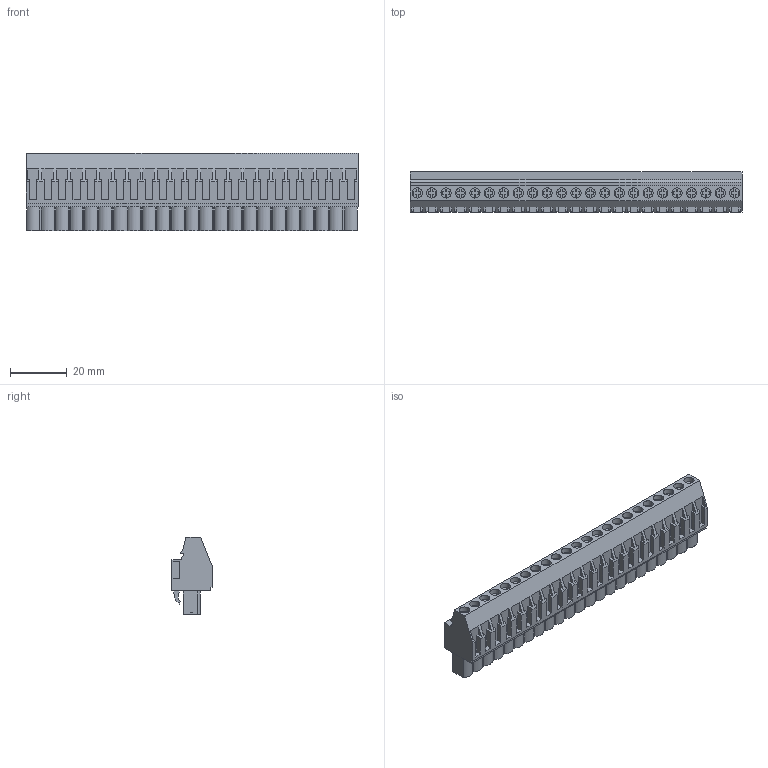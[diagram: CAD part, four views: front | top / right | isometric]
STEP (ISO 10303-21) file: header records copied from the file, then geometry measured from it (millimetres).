
FILE_DESCRIPTION(('CATIA V5 STEP','CAx-IF Rec.Pracs.--- Model Styling and Organization---1.2---2011-12-15'),'2;1');
FILE_NAME ('D1467934_0_1948450000_1948450000.stp','2017-09-08T11:05:28+00:00',('none'),('Weidmueller'),'CATIA Version 5-6 Release 2014','CATIA V5 STEP AP214','none');
FILE_SCHEMA(('AUTOMOTIVE_DESIGN { 1 0 10303 214 1 1 1 1 }'));
Length unit declared in the file: millimetre
Products named in the file (1): 1948450000
Bounding box: 116.84 x 14.1 x 27.2 mm (x, y, z)
Volume: 26590.3 mm3; surface area: 15115 mm2
Topology: 24 solids, 24 shells, 1483 faces, 4110 edges, 2770 vertices
Faces by surface type: plane 1276, cylinder 205, extrusion 2
Entity records: 43182 total; most frequent: ORIENTED_EDGE 8220, CARTESIAN_POINT 7709, DIRECTION 5760, EDGE_CURVE 4110, VECTOR 3606, LINE 3604, VERTEX_POINT 2770, EDGE_LOOP 1578
